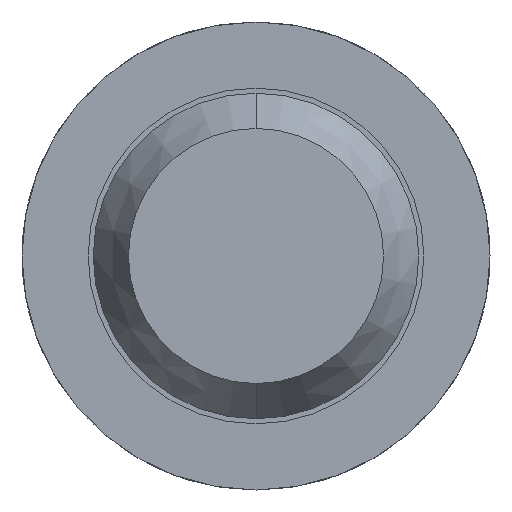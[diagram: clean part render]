
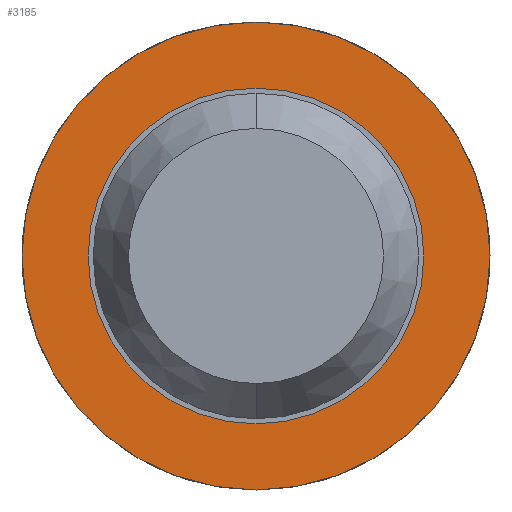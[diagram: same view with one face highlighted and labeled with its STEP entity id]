
A CAD part, front view. The second image highlights one B-rep face of the part: STEP entity #3185.
In plain terms, the highlighted planar face has unit normal (0, -1, 0).
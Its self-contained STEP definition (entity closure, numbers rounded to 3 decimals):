
#28 = AXIS2_PLACEMENT_3D ( 'NONE', #779, #3009, #2735 ) ;
#91 = CIRCLE ( 'NONE', #686, 1.15 ) ;
#199 = DIRECTION ( 'NONE',  ( 0., 1., 0. ) ) ;
#275 = FACE_OUTER_BOUND ( 'NONE', #3055, .T. ) ;
#390 = AXIS2_PLACEMENT_3D ( 'NONE', #3098, #3413, #3058 ) ;
#686 = AXIS2_PLACEMENT_3D ( 'NONE', #2875, #2566, #1479 ) ;
#688 = CIRCLE ( 'NONE', #1394, 0.825 ) ;
#779 = CARTESIAN_POINT ( 'NONE',  ( 0., -1.7, 0. ) ) ;
#883 = CARTESIAN_POINT ( 'NONE',  ( 0., -1.7, 1.15 ) ) ;
#930 = DIRECTION ( 'NONE',  ( 0., 1., 0. ) ) ;
#1228 = DIRECTION ( 'NONE',  ( 0., 0., 1. ) ) ;
#1380 = CARTESIAN_POINT ( 'NONE',  ( 0., -1.7, -1.15 ) ) ;
#1394 = AXIS2_PLACEMENT_3D ( 'NONE', #2938, #930, #1228 ) ;
#1479 = DIRECTION ( 'NONE',  ( 0., 0., 1. ) ) ;
#1722 = FACE_BOUND ( 'NONE', #3084, .T. ) ;
#1773 = CARTESIAN_POINT ( 'NONE',  ( 0., -1.7, 0.825 ) ) ;
#1812 = CIRCLE ( 'NONE', #3219, 1.15 ) ;
#2060 = EDGE_CURVE ( 'Defeature ausgef�hrt2_8+Defeature ausgef�hrt2_7+Defeature ausgef�hrt2_7+Defeature ausgef�hrt2_7', #2432, #2731, #3210, .T. ) ;
#2411 = VERTEX_POINT ( 'NONE', #883 ) ;
#2432 = VERTEX_POINT ( 'NONE', #1773 ) ;
#2444 = EDGE_CURVE ( 'Defeature ausgef�hrt2_4+Defeature ausgef�hrt2_8+Defeature ausgef�hrt2_8+Defeature ausgef�hrt2_8', #2741, #2411, #91, .T. ) ;
#2462 = CARTESIAN_POINT ( 'NONE',  ( 0., -1.7, 0. ) ) ;
#2487 = CARTESIAN_POINT ( 'NONE',  ( 0., -1.7, -0.825 ) ) ;
#2503 = ORIENTED_EDGE ( 'NONE', *, *, #2444, .F. ) ;
#2526 = ORIENTED_EDGE ( 'NONE', *, *, #3001, .T. ) ;
#2566 = DIRECTION ( 'NONE',  ( 0., 1., 0. ) ) ;
#2731 = VERTEX_POINT ( 'NONE', #2487 ) ;
#2735 = DIRECTION ( 'NONE',  ( 0., 0., 1. ) ) ;
#2741 = VERTEX_POINT ( 'NONE', #1380 ) ;
#2779 = ORIENTED_EDGE ( 'NONE', *, *, #3083, .F. ) ;
#2840 = PLANE ( 'NONE',  #390 ) ;
#2875 = CARTESIAN_POINT ( 'NONE',  ( 0., -1.7, 0. ) ) ;
#2938 = CARTESIAN_POINT ( 'NONE',  ( 0., -1.7, 0. ) ) ;
#3001 = EDGE_CURVE ( 'Defeature ausgef�hrt2_8+Defeature ausgef�hrt2_7+Defeature ausgef�hrt2_7+Defeature ausgef�hrt2_7', #2731, #2432, #688, .T. ) ;
#3009 = DIRECTION ( 'NONE',  ( 0., 1., 0. ) ) ;
#3055 = EDGE_LOOP ( 'NONE', ( #2779, #2503 ) ) ;
#3058 = DIRECTION ( 'NONE',  ( 0., 0., 1. ) ) ;
#3083 = EDGE_CURVE ( 'Defeature ausgef�hrt2_4+Defeature ausgef�hrt2_8+Defeature ausgef�hrt2_8+Defeature ausgef�hrt2_8', #2411, #2741, #1812, .T. ) ;
#3084 = EDGE_LOOP ( 'NONE', ( #3603, #2526 ) ) ;
#3098 = CARTESIAN_POINT ( 'NONE',  ( 0.825, -1.7, 0. ) ) ;
#3185 = ADVANCED_FACE ( 'Defeature ausgef�hrt2_8', ( #275, #1722 ), #2840, .F. ) ;
#3210 = CIRCLE ( 'NONE', #28, 0.825 ) ;
#3219 = AXIS2_PLACEMENT_3D ( 'NONE', #2462, #199, #3599 ) ;
#3413 = DIRECTION ( 'NONE',  ( 0., 1., 0. ) ) ;
#3599 = DIRECTION ( 'NONE',  ( 0., 0., 1. ) ) ;
#3603 = ORIENTED_EDGE ( 'NONE', *, *, #2060, .T. ) ;
